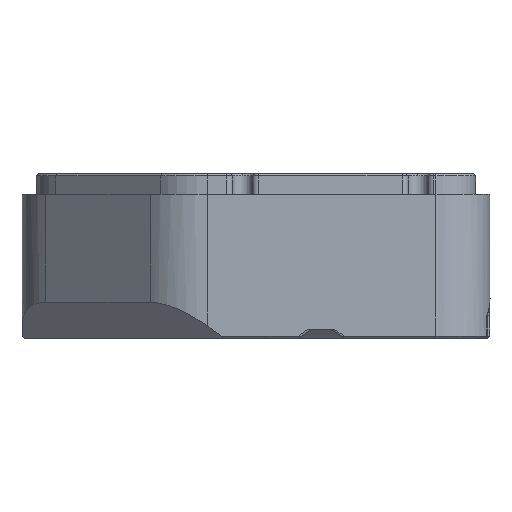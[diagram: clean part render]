
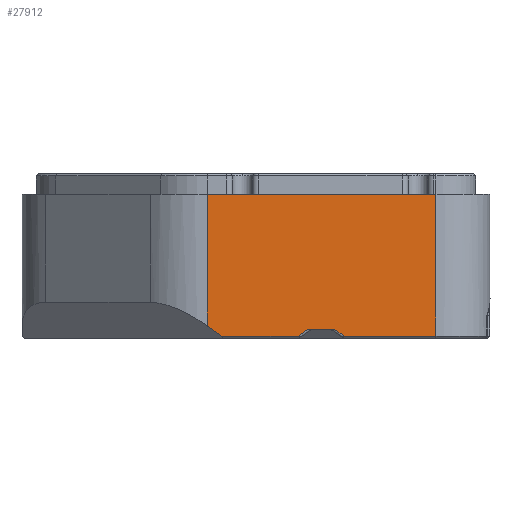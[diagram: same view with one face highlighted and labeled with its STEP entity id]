
A CAD part, left-side view. The second image highlights one B-rep face of the part: STEP entity #27912.
In plain terms, the highlighted planar face has unit normal (-1, 0, 0).
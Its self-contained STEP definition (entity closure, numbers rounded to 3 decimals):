
#27833=CARTESIAN_POINT('',(-88.,-1.,-8.));
#27834=DIRECTION('',(-1.,0.,0.));
#27835=DIRECTION('',(0.,0.,1.));
#27836=AXIS2_PLACEMENT_3D('',#27833,#27834,#27835);
#27837=PLANE('',#27836);
#27838=CARTESIAN_POINT('',(-88.,9.787,24.));
#27839=VERTEX_POINT('',#27838);
#27840=CARTESIAN_POINT('',(-88.,-41.,24.));
#27841=VERTEX_POINT('',#27840);
#27842=CARTESIAN_POINT('',(-88.,9.787,24.));
#27843=DIRECTION('',(0.,-1.,0.));
#27844=VECTOR('',#27843,50.787);
#27845=LINE('',#27842,#27844);
#27846=EDGE_CURVE('',#27839,#27841,#27845,.T.);
#27847=ORIENTED_EDGE('',*,*,#27846,.F.);
#27848=CARTESIAN_POINT('',(-88.,9.787,-5.272));
#27849=VERTEX_POINT('',#27848);
#27850=CARTESIAN_POINT('',(-88.,9.787,24.));
#27851=DIRECTION('',(-0.,-0.,-1.));
#27852=VECTOR('',#27851,29.272);
#27853=LINE('',#27850,#27852);
#27854=EDGE_CURVE('',#27839,#27849,#27853,.T.);
#27855=ORIENTED_EDGE('',*,*,#27854,.T.);
#27856=CARTESIAN_POINT('',(-88.,6.636,-7.5));
#27857=VERTEX_POINT('',#27856);
#27858=CARTESIAN_POINT('',(-88.,9.787,-5.272));
#27859=DIRECTION('',(-0.,-0.816,-0.577));
#27860=VECTOR('',#27859,3.859);
#27861=LINE('',#27858,#27860);
#27862=EDGE_CURVE('',#27849,#27857,#27861,.T.);
#27863=ORIENTED_EDGE('',*,*,#27862,.T.);
#27864=CARTESIAN_POINT('',(-88.,-10.379,-7.5));
#27865=VERTEX_POINT('',#27864);
#27866=CARTESIAN_POINT('',(-88.,6.636,-7.5));
#27867=DIRECTION('',(0.,-1.,0.));
#27868=VECTOR('',#27867,17.015);
#27869=LINE('',#27866,#27868);
#27870=EDGE_CURVE('',#27857,#27865,#27869,.T.);
#27871=ORIENTED_EDGE('',*,*,#27870,.T.);
#27872=CARTESIAN_POINT('',(-88.,-12.5,-6.));
#27873=VERTEX_POINT('',#27872);
#27874=CARTESIAN_POINT('',(-88.,-10.379,-7.5));
#27875=DIRECTION('',(0.,-0.816,0.577));
#27876=VECTOR('',#27875,2.598);
#27877=LINE('',#27874,#27876);
#27878=EDGE_CURVE('',#27865,#27873,#27877,.T.);
#27879=ORIENTED_EDGE('',*,*,#27878,.T.);
#27880=CARTESIAN_POINT('',(-88.,-18.5,-6.));
#27881=VERTEX_POINT('',#27880);
#27882=CARTESIAN_POINT('',(-88.,-12.5,-6.));
#27883=DIRECTION('',(0.,-1.,0.));
#27884=VECTOR('',#27883,6.);
#27885=LINE('',#27882,#27884);
#27886=EDGE_CURVE('',#27873,#27881,#27885,.T.);
#27887=ORIENTED_EDGE('',*,*,#27886,.T.);
#27888=CARTESIAN_POINT('',(-88.,-20.621,-7.5));
#27889=VERTEX_POINT('',#27888);
#27890=CARTESIAN_POINT('',(-88.,-18.5,-6.));
#27891=DIRECTION('',(-0.,-0.816,-0.577));
#27892=VECTOR('',#27891,2.598);
#27893=LINE('',#27890,#27892);
#27894=EDGE_CURVE('',#27881,#27889,#27893,.T.);
#27895=ORIENTED_EDGE('',*,*,#27894,.T.);
#27896=CARTESIAN_POINT('',(-88.,-41.,-7.5));
#27897=VERTEX_POINT('',#27896);
#27898=CARTESIAN_POINT('',(-88.,-20.621,-7.5));
#27899=DIRECTION('',(0.,-1.,0.));
#27900=VECTOR('',#27899,20.379);
#27901=LINE('',#27898,#27900);
#27902=EDGE_CURVE('',#27889,#27897,#27901,.T.);
#27903=ORIENTED_EDGE('',*,*,#27902,.T.);
#27904=CARTESIAN_POINT('',(-88.,-41.,-7.5));
#27905=DIRECTION('',(-0.,-0.,1.));
#27906=VECTOR('',#27905,31.5);
#27907=LINE('',#27904,#27906);
#27908=EDGE_CURVE('',#27897,#27841,#27907,.T.);
#27909=ORIENTED_EDGE('',*,*,#27908,.T.);
#27910=EDGE_LOOP('',(#27847,#27855,#27863,#27871,#27879,#27887,#27895,#27903,#27909));
#27911=FACE_BOUND('',#27910,.T.);
#27912=ADVANCED_FACE('',(#27911),#27837,.T.);
